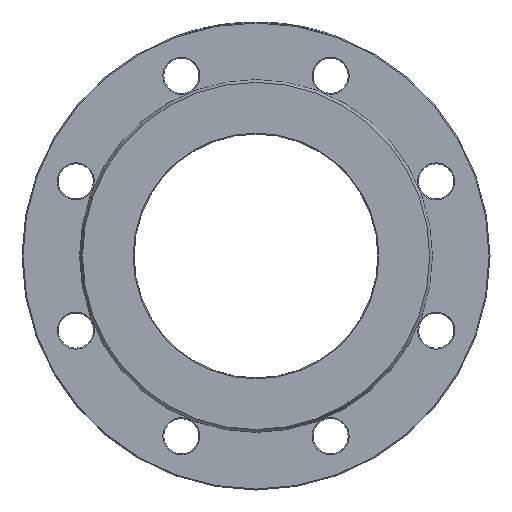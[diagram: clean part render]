
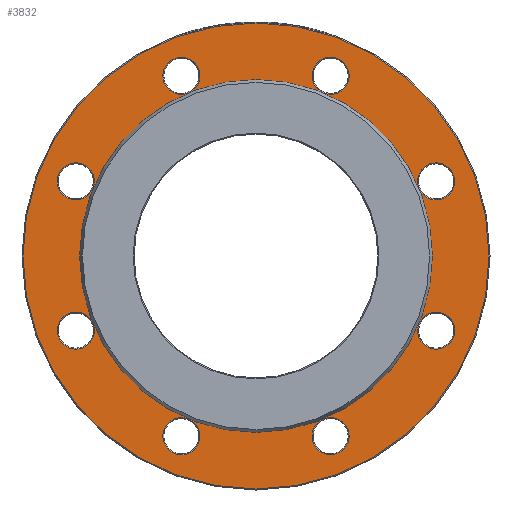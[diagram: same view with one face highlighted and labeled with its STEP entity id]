
A CAD part, left-side view. The second image highlights one B-rep face of the part: STEP entity #3832.
In plain terms, the highlighted planar face has unit normal (-1, 0, 0).
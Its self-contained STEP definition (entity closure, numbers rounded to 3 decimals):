
#82 = FACE_BOUND ( 'NONE', #3069, .T. ) ;
#92 = ORIENTED_EDGE ( 'NONE', *, *, #5113, .T. ) ;
#277 = CIRCLE ( 'NONE', #4480, 9.5 ) ;
#376 = FACE_BOUND ( 'NONE', #1582, .T. ) ;
#377 = VERTEX_POINT ( 'NONE', #4047 ) ;
#436 = VERTEX_POINT ( 'NONE', #1360 ) ;
#530 = CARTESIAN_POINT ( 'NONE',  ( 3., -38.268, -92.388 ) ) ;
#532 = DIRECTION ( 'NONE',  ( 0., 0.707, 0.707 ) ) ;
#569 = ORIENTED_EDGE ( 'NONE', *, *, #2635, .T. ) ;
#597 = AXIS2_PLACEMENT_3D ( 'NONE', #4816, #5227, #5168 ) ;
#629 = DIRECTION ( 'NONE',  ( 0., 0., -1. ) ) ;
#674 = CARTESIAN_POINT ( 'NONE',  ( 3., -31.551, 99.105 ) ) ;
#688 = CARTESIAN_POINT ( 'NONE',  ( 3., -92.388, -38.268 ) ) ;
#717 = DIRECTION ( 'NONE',  ( 1., 0., 0. ) ) ;
#766 = CIRCLE ( 'NONE', #4008, 9.5 ) ;
#792 = FACE_BOUND ( 'NONE', #3846, .T. ) ;
#870 = CIRCLE ( 'NONE', #4883, 9.5 ) ;
#929 = CARTESIAN_POINT ( 'NONE',  ( 3., 92.388, 38.268 ) ) ;
#946 = CARTESIAN_POINT ( 'NONE',  ( 3., -38.268, 92.388 ) ) ;
#1061 = DIRECTION ( 'NONE',  ( 0., -0.707, -0.707 ) ) ;
#1146 = CARTESIAN_POINT ( 'NONE',  ( 3., 47.768, 92.388 ) ) ;
#1273 = EDGE_LOOP ( 'NONE', ( #569 ) ) ;
#1346 = DIRECTION ( 'NONE',  ( 1., 0., 0. ) ) ;
#1359 = PLANE ( 'NONE',  #4377 ) ;
#1360 = CARTESIAN_POINT ( 'NONE',  ( 3., 31.551, -99.105 ) ) ;
#1480 = ORIENTED_EDGE ( 'NONE', *, *, #4979, .T. ) ;
#1538 = DIRECTION ( 'NONE',  ( 0., -1., 0. ) ) ;
#1554 = EDGE_LOOP ( 'NONE', ( #4717 ) ) ;
#1581 = CARTESIAN_POINT ( 'NONE',  ( 3., 0., 0. ) ) ;
#1582 = EDGE_LOOP ( 'NONE', ( #1480 ) ) ;
#1647 = EDGE_CURVE ( 'NONE', #3405, #3405, #5064, .T. ) ;
#1741 = FACE_BOUND ( 'NONE', #2568, .T. ) ;
#1920 = DIRECTION ( 'NONE',  ( 1., 0., 0. ) ) ;
#1924 = DIRECTION ( 'NONE',  ( 1., 0., 0. ) ) ;
#1990 = EDGE_LOOP ( 'NONE', ( #92 ) ) ;
#2033 = EDGE_CURVE ( 'NONE', #2585, #2585, #870, .T. ) ;
#2067 = AXIS2_PLACEMENT_3D ( 'NONE', #5464, #4091, #5044 ) ;
#2181 = ORIENTED_EDGE ( 'NONE', *, *, #3460, .F. ) ;
#2190 = FACE_BOUND ( 'NONE', #2794, .T. ) ;
#2252 = CARTESIAN_POINT ( 'NONE',  ( 3., -99.105, -31.551 ) ) ;
#2269 = DIRECTION ( 'NONE',  ( 0., 0., -1. ) ) ;
#2280 = VERTEX_POINT ( 'NONE', #4919 ) ;
#2376 = CARTESIAN_POINT ( 'NONE',  ( 3., 38.268, -92.388 ) ) ;
#2381 = CIRCLE ( 'NONE', #3038, 119.5 ) ;
#2387 = DIRECTION ( 'NONE',  ( 1., 0., 0. ) ) ;
#2568 = EDGE_LOOP ( 'NONE', ( #2181 ) ) ;
#2585 = VERTEX_POINT ( 'NONE', #4892 ) ;
#2613 = FACE_BOUND ( 'NONE', #1554, .T. ) ;
#2614 = VERTEX_POINT ( 'NONE', #4077 ) ;
#2635 = EDGE_CURVE ( 'NONE', #3834, #3834, #4500, .T. ) ;
#2641 = FACE_BOUND ( 'NONE', #1273, .T. ) ;
#2668 = ORIENTED_EDGE ( 'NONE', *, *, #1647, .T. ) ;
#2730 = VERTEX_POINT ( 'NONE', #4501 ) ;
#2754 = DIRECTION ( 'NONE',  ( 0., 0.707, -0.707 ) ) ;
#2794 = EDGE_LOOP ( 'NONE', ( #4755 ) ) ;
#2849 = CIRCLE ( 'NONE', #4582, 9.5 ) ;
#3038 = AXIS2_PLACEMENT_3D ( 'NONE', #1581, #4723, #629 ) ;
#3056 = DIRECTION ( 'NONE',  ( 1., 0., 0. ) ) ;
#3069 = EDGE_LOOP ( 'NONE', ( #4756 ) ) ;
#3134 = AXIS2_PLACEMENT_3D ( 'NONE', #3269, #5102, #4718 ) ;
#3143 = EDGE_LOOP ( 'NONE', ( #2668 ) ) ;
#3269 = CARTESIAN_POINT ( 'NONE',  ( 3., 0., 0. ) ) ;
#3346 = EDGE_CURVE ( 'NONE', #2280, #2280, #5903, .T. ) ;
#3391 = EDGE_LOOP ( 'NONE', ( #3746 ) ) ;
#3405 = VERTEX_POINT ( 'NONE', #674 ) ;
#3460 = EDGE_CURVE ( 'NONE', #377, #377, #5711, .T. ) ;
#3532 = VERTEX_POINT ( 'NONE', #3559 ) ;
#3559 = CARTESIAN_POINT ( 'NONE',  ( 3., -47.768, -92.388 ) ) ;
#3608 = AXIS2_PLACEMENT_3D ( 'NONE', #929, #2387, #2754 ) ;
#3648 = EDGE_CURVE ( 'NONE', #3532, #3532, #277, .T. ) ;
#3716 = AXIS2_PLACEMENT_3D ( 'NONE', #946, #4628, #532 ) ;
#3746 = ORIENTED_EDGE ( 'NONE', *, *, #5773, .T. ) ;
#3832 = ADVANCED_FACE ( 'NONE', ( #2613, #2641, #4468, #376, #792, #2190, #5422, #82, #4017, #1741 ), #1359, .F. ) ;
#3834 = VERTEX_POINT ( 'NONE', #1146 ) ;
#3846 = EDGE_LOOP ( 'NONE', ( #4522 ) ) ;
#4008 = AXIS2_PLACEMENT_3D ( 'NONE', #2376, #1924, #1061 ) ;
#4017 = FACE_OUTER_BOUND ( 'NONE', #3391, .T. ) ;
#4047 = CARTESIAN_POINT ( 'NONE',  ( 3., 0., 90.463 ) ) ;
#4077 = CARTESIAN_POINT ( 'NONE',  ( 3., 0., -119.5 ) ) ;
#4091 = DIRECTION ( 'NONE',  ( 1., 0., 0. ) ) ;
#4362 = DIRECTION ( 'NONE',  ( 0., -0.707, 0.707 ) ) ;
#4377 = AXIS2_PLACEMENT_3D ( 'NONE', #5812, #3056, #4531 ) ;
#4468 = FACE_BOUND ( 'NONE', #3143, .T. ) ;
#4480 = AXIS2_PLACEMENT_3D ( 'NONE', #530, #1920, #1538 ) ;
#4500 = CIRCLE ( 'NONE', #597, 9.5 ) ;
#4501 = CARTESIAN_POINT ( 'NONE',  ( 3., -92.388, 47.768 ) ) ;
#4522 = ORIENTED_EDGE ( 'NONE', *, *, #5659, .T. ) ;
#4531 = DIRECTION ( 'NONE',  ( 0., 0., -1. ) ) ;
#4582 = AXIS2_PLACEMENT_3D ( 'NONE', #688, #717, #4362 ) ;
#4628 = DIRECTION ( 'NONE',  ( 1., 0., 0. ) ) ;
#4658 = CIRCLE ( 'NONE', #2067, 9.5 ) ;
#4717 = ORIENTED_EDGE ( 'NONE', *, *, #3346, .T. ) ;
#4718 = DIRECTION ( 'NONE',  ( 0., 0., 1. ) ) ;
#4723 = DIRECTION ( 'NONE',  ( -1., 0., 0. ) ) ;
#4755 = ORIENTED_EDGE ( 'NONE', *, *, #3648, .T. ) ;
#4756 = ORIENTED_EDGE ( 'NONE', *, *, #2033, .T. ) ;
#4816 = CARTESIAN_POINT ( 'NONE',  ( 3., 38.268, 92.388 ) ) ;
#4883 = AXIS2_PLACEMENT_3D ( 'NONE', #5439, #1346, #2269 ) ;
#4892 = CARTESIAN_POINT ( 'NONE',  ( 3., 92.388, -47.768 ) ) ;
#4919 = CARTESIAN_POINT ( 'NONE',  ( 3., 99.105, 31.551 ) ) ;
#4979 = EDGE_CURVE ( 'NONE', #2730, #2730, #4658, .T. ) ;
#5044 = DIRECTION ( 'NONE',  ( 0., 0., 1. ) ) ;
#5064 = CIRCLE ( 'NONE', #3716, 9.5 ) ;
#5102 = DIRECTION ( 'NONE',  ( -1., 0., 0. ) ) ;
#5113 = EDGE_CURVE ( 'NONE', #436, #436, #766, .T. ) ;
#5168 = DIRECTION ( 'NONE',  ( 0., 1., 0. ) ) ;
#5227 = DIRECTION ( 'NONE',  ( 1., 0., 0. ) ) ;
#5422 = FACE_BOUND ( 'NONE', #1990, .T. ) ;
#5439 = CARTESIAN_POINT ( 'NONE',  ( 3., 92.388, -38.268 ) ) ;
#5464 = CARTESIAN_POINT ( 'NONE',  ( 3., -92.388, 38.268 ) ) ;
#5481 = VERTEX_POINT ( 'NONE', #2252 ) ;
#5659 = EDGE_CURVE ( 'NONE', #5481, #5481, #2849, .T. ) ;
#5711 = CIRCLE ( 'NONE', #3134, 90.463 ) ;
#5773 = EDGE_CURVE ( 'NONE', #2614, #2614, #2381, .T. ) ;
#5812 = CARTESIAN_POINT ( 'NONE',  ( 3., 90.463, 0. ) ) ;
#5903 = CIRCLE ( 'NONE', #3608, 9.5 ) ;
